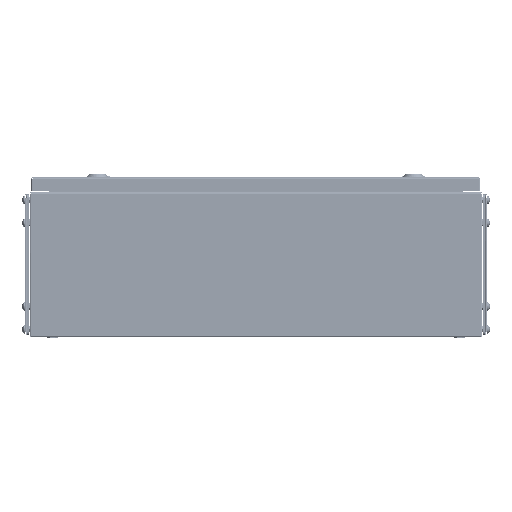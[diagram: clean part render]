
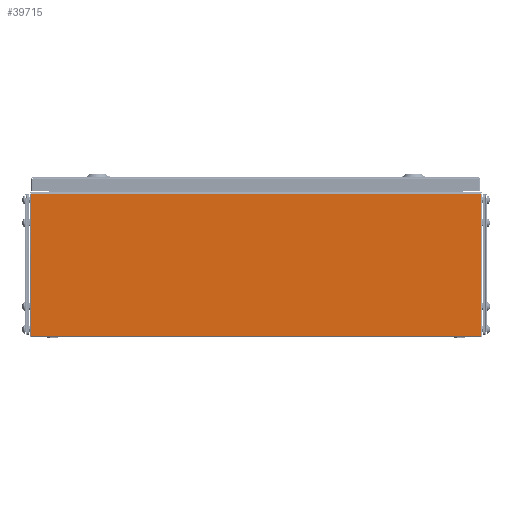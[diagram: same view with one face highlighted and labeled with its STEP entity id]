
A CAD part, left-side view. The second image highlights one B-rep face of the part: STEP entity #39715.
In plain terms, the highlighted planar face has unit normal (-1, 0, 0).
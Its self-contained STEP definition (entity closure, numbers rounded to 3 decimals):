
#469 = VECTOR ( 'NONE', #83409, 1000. ) ;
#997 = VERTEX_POINT ( 'NONE', #68755 ) ;
#5542 = CARTESIAN_POINT ( 'NONE',  ( -200., 295.5, 0. ) ) ;
#10837 = CARTESIAN_POINT ( 'NONE',  ( -200., -295.5, 1. ) ) ;
#12542 = VECTOR ( 'NONE', #74921, 1000. ) ;
#13819 = ORIENTED_EDGE ( 'NONE', *, *, #34170, .T. ) ;
#14204 = ORIENTED_EDGE ( 'NONE', *, *, #57660, .T. ) ;
#15996 = CARTESIAN_POINT ( 'NONE',  ( -200., 295.5, 187.5 ) ) ;
#19540 = EDGE_CURVE ( 'NONE', #80475, #44368, #75781, .T. ) ;
#28436 = PLANE ( 'NONE',  #79783 ) ;
#30267 = CARTESIAN_POINT ( 'NONE',  ( -200., -295.5, 0. ) ) ;
#32551 = VECTOR ( 'NONE', #44145, 1000. ) ;
#34065 = DIRECTION ( 'NONE',  ( 0., 0., -1. ) ) ;
#34170 = EDGE_CURVE ( 'NONE', #56203, #44368, #69083, .T. ) ;
#37186 = LINE ( 'NONE', #63723, #32551 ) ;
#37375 = EDGE_LOOP ( 'NONE', ( #14204, #13819, #58241, #48172 ) ) ;
#39715 = ADVANCED_FACE ( 'NONE', ( #47121 ), #28436, .F. ) ;
#42188 = CARTESIAN_POINT ( 'NONE',  ( -200., 295.5, 1. ) ) ;
#44145 = DIRECTION ( 'NONE',  ( 0., 1., 0. ) ) ;
#44368 = VERTEX_POINT ( 'NONE', #42188 ) ;
#47121 = FACE_OUTER_BOUND ( 'NONE', #37375, .T. ) ;
#48022 = EDGE_CURVE ( 'NONE', #80475, #997, #63307, .T. ) ;
#48172 = ORIENTED_EDGE ( 'NONE', *, *, #48022, .T. ) ;
#56203 = VERTEX_POINT ( 'NONE', #15996 ) ;
#56212 = CARTESIAN_POINT ( 'NONE',  ( -200., 295.5, 1. ) ) ;
#57660 = EDGE_CURVE ( 'NONE', #997, #56203, #37186, .T. ) ;
#58241 = ORIENTED_EDGE ( 'NONE', *, *, #19540, .F. ) ;
#63307 = LINE ( 'NONE', #30267, #73493 ) ;
#63723 = CARTESIAN_POINT ( 'NONE',  ( -200., -295.5, 187.5 ) ) ;
#68755 = CARTESIAN_POINT ( 'NONE',  ( -200., -295.5, 187.5 ) ) ;
#69083 = LINE ( 'NONE', #5542, #469 ) ;
#69402 = DIRECTION ( 'NONE',  ( 0., 0., 1. ) ) ;
#73493 = VECTOR ( 'NONE', #69402, 1000. ) ;
#73644 = DIRECTION ( 'NONE',  ( 1., 0., 0. ) ) ;
#74921 = DIRECTION ( 'NONE',  ( 0., 1., 0. ) ) ;
#75781 = LINE ( 'NONE', #56212, #12542 ) ;
#79783 = AXIS2_PLACEMENT_3D ( 'NONE', #80588, #73644, #34065 ) ;
#80475 = VERTEX_POINT ( 'NONE', #10837 ) ;
#80588 = CARTESIAN_POINT ( 'NONE',  ( -200., 0., 0. ) ) ;
#83409 = DIRECTION ( 'NONE',  ( 0., 0., -1. ) ) ;
